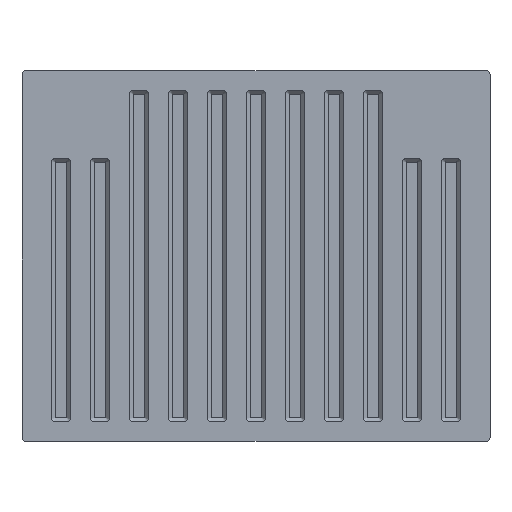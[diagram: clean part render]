
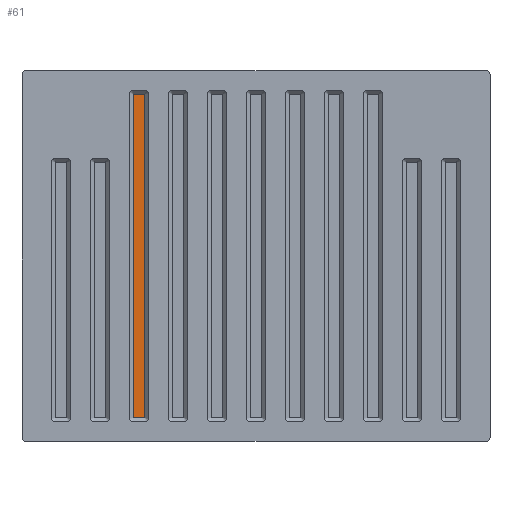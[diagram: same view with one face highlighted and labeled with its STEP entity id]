
A CAD part, top view. The second image highlights one B-rep face of the part: STEP entity #61.
In plain terms, the highlighted planar face has unit normal (0, 0, 1).
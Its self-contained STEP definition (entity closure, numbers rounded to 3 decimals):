
#61=ADVANCED_FACE('',(#270),#272,.T.);
#270=FACE_BOUND('',#271,.T.);
#271=EDGE_LOOP('',(#1878,#1879,#1880,#1881));
#272=PLANE('',#273);
#273=AXIS2_PLACEMENT_3D('',#274,#275,#276);
#274=CARTESIAN_POINT('',(0.,0.,1.));
#275=DIRECTION('',(0.,0.,1.));
#276=DIRECTION('',(-1.,0.,0.));
#1878=ORIENTED_EDGE('',*,*,#2350,.T.);
#1879=ORIENTED_EDGE('',*,*,#2351,.T.);
#1880=ORIENTED_EDGE('',*,*,#2352,.T.);
#1881=ORIENTED_EDGE('',*,*,#2353,.T.);
#2350=EDGE_CURVE('',#2714,#2715,#2716,.T.);
#2351=EDGE_CURVE('',#2715,#2717,#2718,.T.);
#2352=EDGE_CURVE('',#2717,#2719,#2720,.T.);
#2353=EDGE_CURVE('',#2719,#2714,#2721,.T.);
#2714=VERTEX_POINT('',#3414);
#2715=VERTEX_POINT('',#3415);
#2716=LINE('',#3416,#3417);
#2717=VERTEX_POINT('',#3419);
#2718=LINE('',#3420,#3421);
#2719=VERTEX_POINT('',#3423);
#2720=LINE('',#3424,#3425);
#2721=LINE('',#3427,#3428);
#3414=CARTESIAN_POINT('',(-31.5,-41.5,1.));
#3415=CARTESIAN_POINT('',(-28.5,-41.5,1.));
#3416=CARTESIAN_POINT('',(-31.5,-41.5,1.));
#3417=VECTOR('',#3418,1.);
#3418=DIRECTION('',(1.,0.,0.));
#3419=CARTESIAN_POINT('',(-28.5,41.5,1.));
#3420=CARTESIAN_POINT('',(-28.5,-41.5,1.));
#3421=VECTOR('',#3422,1.);
#3422=DIRECTION('',(0.,1.,0.));
#3423=CARTESIAN_POINT('',(-31.5,41.5,1.));
#3424=CARTESIAN_POINT('',(-28.5,41.5,1.));
#3425=VECTOR('',#3426,1.);
#3426=DIRECTION('',(-1.,0.,0.));
#3427=CARTESIAN_POINT('',(-31.5,41.5,1.));
#3428=VECTOR('',#3429,1.);
#3429=DIRECTION('',(0.,-1.,0.));
